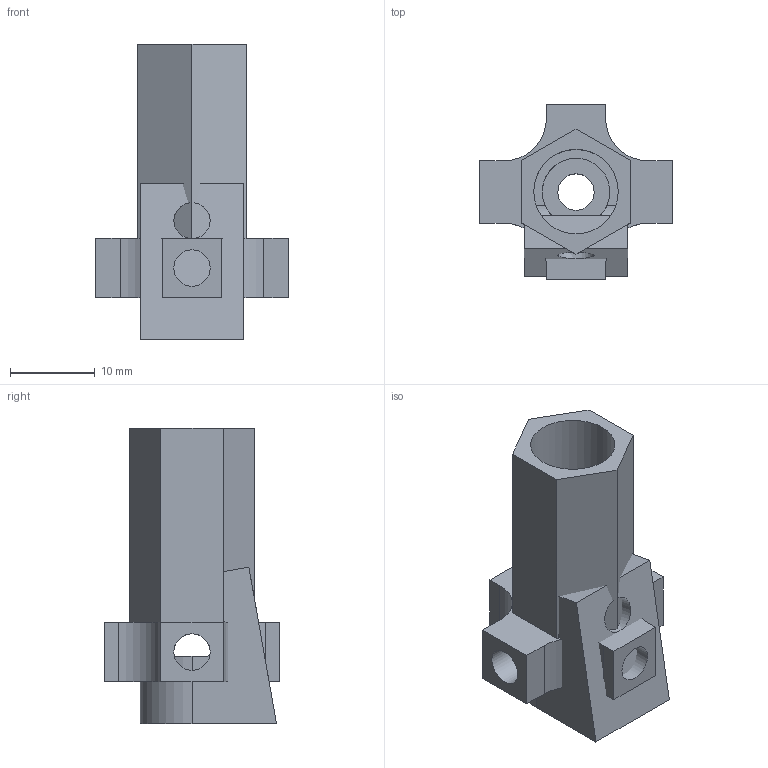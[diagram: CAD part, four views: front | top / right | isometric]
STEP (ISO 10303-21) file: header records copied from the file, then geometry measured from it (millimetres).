
FILE_DESCRIPTION(/* description */ (''),/* implementation_level */ '2;1');
FILE_NAME(/* name */ 'Steering absolute encoder.step',/* time_stamp */ '2025-12-13T16:12:40-08:00',/* author */ (''),/* organization */ (''),/* preprocessor_version */ 'ST-DEVELOPER v20.1',/* originating_system */ 'Autodesk Translation Framework v14.21.0.0',/* authorisation */ '');
FILE_SCHEMA (('AUTOMOTIVE_DESIGN { 1 0 10303 214 3 1 1 }'));
Length unit declared in the file: millimetre
Products named in the file (1): Steering absolute encoder
Bounding box: 22.8 x 20.74 x 35 mm (x, y, z)
Volume: 4124 mm3; surface area: 4372.9 mm2
Topology: 2 solids, 2 shells, 51 faces, 141 edges, 94 vertices
Faces by surface type: plane 36, cylinder 15
Full cylindrical faces by diameter (mm): 4.3 x6, 8 x1, 10 x1
Entity records: 1827 total; most frequent: CARTESIAN_POINT 447, ORIENTED_EDGE 282, DIRECTION 265, EDGE_CURVE 141, LINE 105, VECTOR 105, VERTEX_POINT 94, AXIS2_PLACEMENT_3D 80
